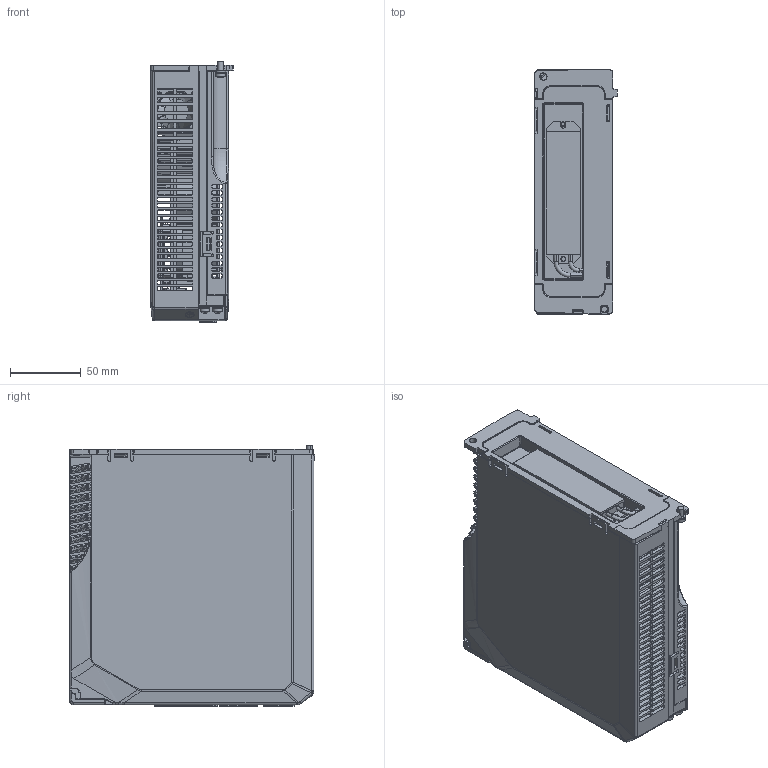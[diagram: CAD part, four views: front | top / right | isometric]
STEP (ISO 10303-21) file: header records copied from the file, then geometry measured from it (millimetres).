
FILE_DESCRIPTION (( 'STEP AP203' ), '1' );
FILE_NAME ('ED3L-10AMA（安装外形图）.STEP', '2021-09-13T06:58:55', ( '' ), ( '' ), 'SwSTEP 2.0', 'SolidWorks 2018', '' );
FILE_SCHEMA (( 'CONFIG_CONTROL_DESIGN' ));
Products named in the file (1): ED3L-10AMA（安装外形图）
Bounding box: 58 x 172.83 x 183.3 mm (x, y, z)
Surface area: 273756.6 mm2 (no closed solid volume)
Topology: 0 solids, 187 shells, 3024 faces, 13620 edges, 10530 vertices
Faces by surface type: plane 1600, cylinder 702, cone 369, bspline 252, sphere 55, torus 46
Entity records: 166309 total; most frequent: CARTESIAN_POINT 63651, ORIENTED_EDGE 19210, DIRECTION 18983, EDGE_CURVE 13590, VERTEX_POINT 10525, LINE 8701, VECTOR 8701, AXIS2_PLACEMENT_3D 5141
